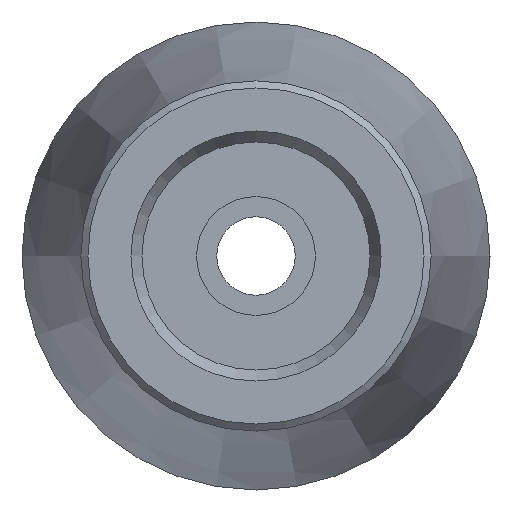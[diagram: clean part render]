
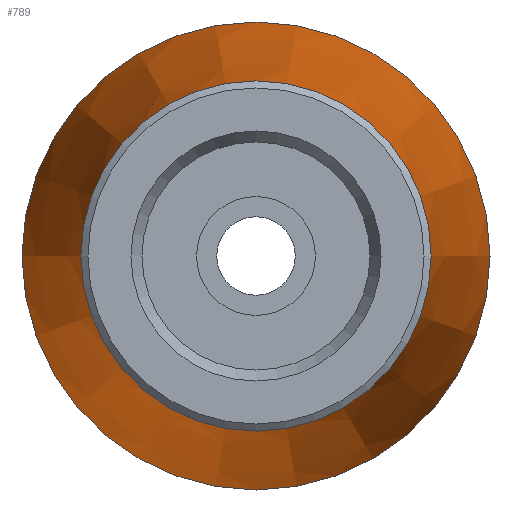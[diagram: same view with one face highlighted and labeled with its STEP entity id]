
A CAD part, left-side view. The second image highlights one B-rep face of the part: STEP entity #789.
In plain terms, the highlighted conical face has half-angle 8 degrees and reference radius 14.167 mm.
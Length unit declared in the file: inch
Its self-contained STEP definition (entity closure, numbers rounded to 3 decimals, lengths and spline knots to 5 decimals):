
#84=CONICAL_SURFACE('',#911,0.55775,0.14);
#126=FACE_OUTER_BOUND('',#195,.T.);
#195=EDGE_LOOP('',(#639,#640,#641,#642));
#247=LINE('',#1391,#285);
#285=VECTOR('',#1131,0.55775);
#341=CIRCLE('',#910,0.4775);
#342=CIRCLE('',#912,0.638);
#405=VERTEX_POINT('',#1385);
#406=VERTEX_POINT('',#1389);
#486=EDGE_CURVE('',#405,#405,#341,.T.);
#488=EDGE_CURVE('',#406,#406,#342,.T.);
#489=EDGE_CURVE('',#406,#405,#247,.T.);
#639=ORIENTED_EDGE('',*,*,#488,.F.);
#640=ORIENTED_EDGE('',*,*,#489,.T.);
#641=ORIENTED_EDGE('',*,*,#486,.T.);
#642=ORIENTED_EDGE('',*,*,#489,.F.);
#789=ADVANCED_FACE('',(#126),#84,.T.);
#910=AXIS2_PLACEMENT_3D('',#1386,#1124,#1125);
#911=AXIS2_PLACEMENT_3D('',#1388,#1127,#1128);
#912=AXIS2_PLACEMENT_3D('',#1390,#1129,#1130);
#1124=DIRECTION('center_axis',(1.,0.,0.));
#1125=DIRECTION('ref_axis',(0.,0.,-1.));
#1127=DIRECTION('center_axis',(1.,0.,0.));
#1128=DIRECTION('ref_axis',(0.,1.,0.));
#1129=DIRECTION('center_axis',(1.,0.,0.));
#1130=DIRECTION('ref_axis',(0.,0.,-1.));
#1131=DIRECTION('',(-0.99,0.139,0.));
#1385=CARTESIAN_POINT('',(0.01683,-0.4775,0.));
#1386=CARTESIAN_POINT('Origin',(0.01683,0.,0.));
#1388=CARTESIAN_POINT('Origin',(0.58784,0.,0.));
#1389=CARTESIAN_POINT('',(1.15885,-0.638,0.));
#1390=CARTESIAN_POINT('Origin',(1.15885,0.,0.));
#1391=CARTESIAN_POINT('',(0.58784,-0.55775,0.));
